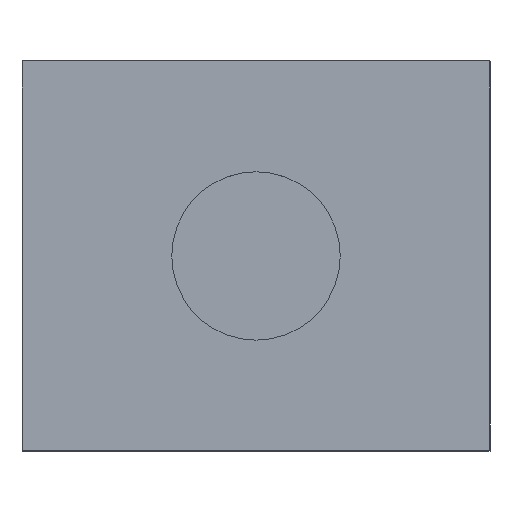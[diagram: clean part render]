
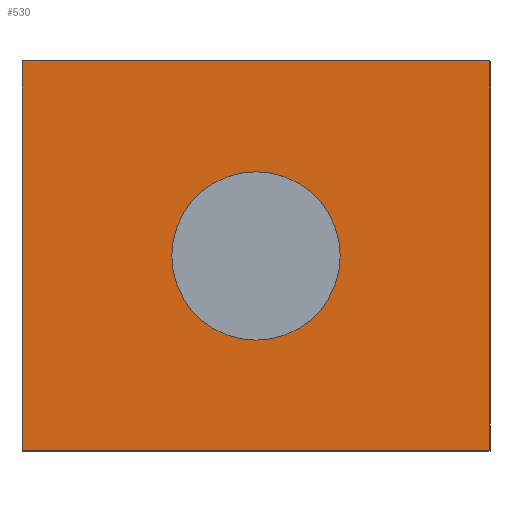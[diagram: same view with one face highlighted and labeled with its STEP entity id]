
A CAD part, top view. The second image highlights one B-rep face of the part: STEP entity #530.
In plain terms, the highlighted planar face has unit normal (0, 0, 1).
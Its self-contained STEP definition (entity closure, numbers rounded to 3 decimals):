
#8 = VERTEX_POINT ( 'NONE', #756 ) ;
#12 = VECTOR ( 'NONE', #231, 1000. ) ;
#23 = PLANE ( 'NONE',  #847 ) ;
#46 = DIRECTION ( 'NONE',  ( 1., 0., 0. ) ) ;
#51 = EDGE_LOOP ( 'NONE', ( #347, #194 ) ) ;
#57 = CARTESIAN_POINT ( 'NONE',  ( 60., 0., 0. ) ) ;
#58 = EDGE_CURVE ( 'NONE', #830, #198, #381, .T. ) ;
#79 = CIRCLE ( 'NONE', #520, 10.795 ) ;
#95 = ORIENTED_EDGE ( 'NONE', *, *, #426, .F. ) ;
#99 = CARTESIAN_POINT ( 'NONE',  ( 0., 50., 0. ) ) ;
#101 = ORIENTED_EDGE ( 'NONE', *, *, #627, .T. ) ;
#142 = VECTOR ( 'NONE', #437, 1000. ) ;
#159 = CARTESIAN_POINT ( 'NONE',  ( 0., 50., 0. ) ) ;
#163 = CARTESIAN_POINT ( 'NONE',  ( 60., 50., 0. ) ) ;
#179 = LINE ( 'NONE', #159, #142 ) ;
#192 = DIRECTION ( 'NONE',  ( 1., 0., 0. ) ) ;
#194 = ORIENTED_EDGE ( 'NONE', *, *, #58, .F. ) ;
#198 = VERTEX_POINT ( 'NONE', #744 ) ;
#199 = ORIENTED_EDGE ( 'NONE', *, *, #532, .F. ) ;
#224 = EDGE_LOOP ( 'NONE', ( #726, #199, #95, #101 ) ) ;
#228 = DIRECTION ( 'NONE',  ( -1., 0., 0. ) ) ;
#231 = DIRECTION ( 'NONE',  ( 0., -1., 0. ) ) ;
#291 = DIRECTION ( 'NONE',  ( 1., 0., 0. ) ) ;
#310 = CARTESIAN_POINT ( 'NONE',  ( 30., 25., 0. ) ) ;
#325 = CARTESIAN_POINT ( 'NONE',  ( 19.205, 25., 0. ) ) ;
#345 = DIRECTION ( 'NONE',  ( 0., 0., 1. ) ) ;
#347 = ORIENTED_EDGE ( 'NONE', *, *, #640, .F. ) ;
#369 = LINE ( 'NONE', #163, #12 ) ;
#381 = CIRCLE ( 'NONE', #602, 10.795 ) ;
#415 = VECTOR ( 'NONE', #192, 1000. ) ;
#417 = VECTOR ( 'NONE', #46, 1000. ) ;
#418 = CARTESIAN_POINT ( 'NONE',  ( 30., 25., 0. ) ) ;
#426 = EDGE_CURVE ( 'NONE', #8, #689, #657, .T. ) ;
#437 = DIRECTION ( 'NONE',  ( 0., -1., 0. ) ) ;
#520 = AXIS2_PLACEMENT_3D ( 'NONE', #310, #584, #784 ) ;
#526 = CARTESIAN_POINT ( 'NONE',  ( 0., 50., 0. ) ) ;
#527 = FACE_OUTER_BOUND ( 'NONE', #224, .T. ) ;
#530 = ADVANCED_FACE ( 'NONE', ( #733, #527 ), #23, .F. ) ;
#532 = EDGE_CURVE ( 'NONE', #689, #838, #369, .T. ) ;
#578 = DIRECTION ( 'NONE',  ( 0., 0., -1. ) ) ;
#582 = CARTESIAN_POINT ( 'NONE',  ( 0., 0., 0. ) ) ;
#584 = DIRECTION ( 'NONE',  ( 0., 0., 1. ) ) ;
#596 = LINE ( 'NONE', #859, #417 ) ;
#602 = AXIS2_PLACEMENT_3D ( 'NONE', #418, #345, #291 ) ;
#627 = EDGE_CURVE ( 'NONE', #8, #674, #179, .T. ) ;
#640 = EDGE_CURVE ( 'NONE', #198, #830, #79, .T. ) ;
#657 = LINE ( 'NONE', #526, #415 ) ;
#660 = EDGE_CURVE ( 'NONE', #674, #838, #596, .T. ) ;
#674 = VERTEX_POINT ( 'NONE', #582 ) ;
#689 = VERTEX_POINT ( 'NONE', #715 ) ;
#715 = CARTESIAN_POINT ( 'NONE',  ( 60., 50., 0. ) ) ;
#726 = ORIENTED_EDGE ( 'NONE', *, *, #660, .T. ) ;
#733 = FACE_BOUND ( 'NONE', #51, .T. ) ;
#744 = CARTESIAN_POINT ( 'NONE',  ( 40.795, 25., 0. ) ) ;
#756 = CARTESIAN_POINT ( 'NONE',  ( 0., 50., 0. ) ) ;
#784 = DIRECTION ( 'NONE',  ( 1., 0., 0. ) ) ;
#830 = VERTEX_POINT ( 'NONE', #325 ) ;
#838 = VERTEX_POINT ( 'NONE', #57 ) ;
#847 = AXIS2_PLACEMENT_3D ( 'NONE', #99, #578, #228 ) ;
#859 = CARTESIAN_POINT ( 'NONE',  ( 0., 0., 0. ) ) ;
